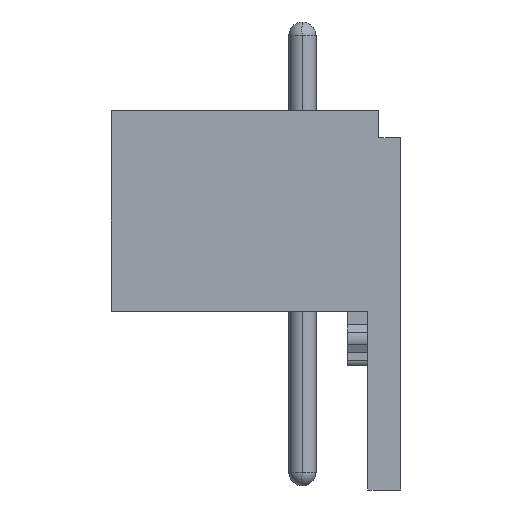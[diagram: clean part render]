
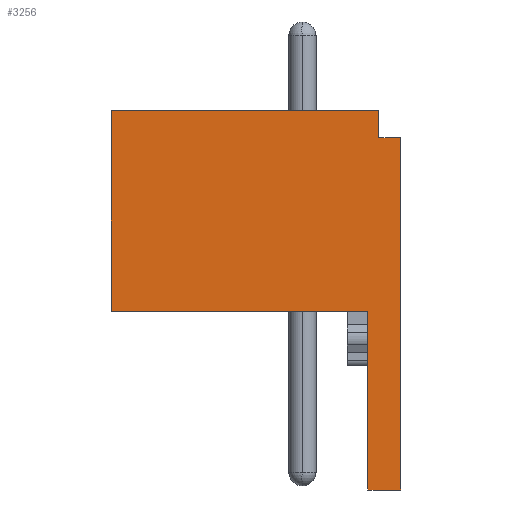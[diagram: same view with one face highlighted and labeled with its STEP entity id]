
A CAD part, front view. The second image highlights one B-rep face of the part: STEP entity #3256.
In plain terms, the highlighted planar face has unit normal (0, -1, 0).
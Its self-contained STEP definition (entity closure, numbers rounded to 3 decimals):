
#1=DIRECTION('',(1.,0.,0.));
#2=VECTOR('',#1,9.8);
#3=CARTESIAN_POINT('',(0.,0.,0.));
#4=LINE('',#3,#2);
#5=DIRECTION('',(0.,0.,-1.));
#6=VECTOR('',#5,1.);
#7=CARTESIAN_POINT('',(9.8,0.,0.));
#8=LINE('',#7,#6);
#9=DIRECTION('',(1.,0.,0.));
#10=VECTOR('',#9,0.8);
#11=CARTESIAN_POINT('',(9.8,0.,-1.));
#12=LINE('',#11,#10);
#13=DIRECTION('',(0.,0.,-1.));
#14=VECTOR('',#13,12.9);
#15=CARTESIAN_POINT('',(10.6,0.,-1.));
#16=LINE('',#15,#14);
#17=DIRECTION('',(-1.,0.,0.));
#18=VECTOR('',#17,1.2);
#19=CARTESIAN_POINT('',(10.6,0.,-13.9));
#20=LINE('',#19,#18);
#21=DIRECTION('',(0.,0.,1.));
#22=VECTOR('',#21,6.55);
#23=CARTESIAN_POINT('',(9.4,0.,-13.9));
#24=LINE('',#23,#22);
#25=DIRECTION('',(-1.,0.,0.));
#26=VECTOR('',#25,9.4);
#27=CARTESIAN_POINT('',(9.4,0.,-7.35));
#28=LINE('',#27,#26);
#29=DIRECTION('',(0.,0.,1.));
#30=VECTOR('',#29,7.35);
#31=CARTESIAN_POINT('',(0.,0.,-7.35));
#32=LINE('',#31,#30);
#2657=CARTESIAN_POINT('',(0.,0.,0.));
#2658=CARTESIAN_POINT('',(9.8,0.,0.));
#2659=VERTEX_POINT('',#2657);
#2660=VERTEX_POINT('',#2658);
#2661=CARTESIAN_POINT('',(9.8,0.,-1.));
#2662=VERTEX_POINT('',#2661);
#2663=CARTESIAN_POINT('',(10.6,0.,-1.));
#2664=VERTEX_POINT('',#2663);
#2665=CARTESIAN_POINT('',(10.6,0.,-13.9));
#2666=VERTEX_POINT('',#2665);
#2667=CARTESIAN_POINT('',(9.4,0.,-13.9));
#2668=VERTEX_POINT('',#2667);
#2669=CARTESIAN_POINT('',(9.4,0.,-7.35));
#2670=VERTEX_POINT('',#2669);
#2671=CARTESIAN_POINT('',(0.,0.,-7.35));
#2672=VERTEX_POINT('',#2671);
#3233=CARTESIAN_POINT('',(0.,0.,0.));
#3234=DIRECTION('',(0.,1.,0.));
#3235=DIRECTION('',(1.,0.,0.));
#3236=AXIS2_PLACEMENT_3D('',#3233,#3234,#3235);
#3237=PLANE('',#3236);
#3239=ORIENTED_EDGE('',*,*,#3238,.T.);
#3241=ORIENTED_EDGE('',*,*,#3240,.T.);
#3243=ORIENTED_EDGE('',*,*,#3242,.T.);
#3245=ORIENTED_EDGE('',*,*,#3244,.T.);
#3247=ORIENTED_EDGE('',*,*,#3246,.T.);
#3249=ORIENTED_EDGE('',*,*,#3248,.T.);
#3251=ORIENTED_EDGE('',*,*,#3250,.T.);
#3253=ORIENTED_EDGE('',*,*,#3252,.T.);
#3254=EDGE_LOOP('',(#3239,#3241,#3243,#3245,#3247,#3249,#3251,#3253));
#3255=FACE_OUTER_BOUND('',#3254,.F.);
#3256=ADVANCED_FACE('',(#3255),#3237,.F.);
#3238=EDGE_CURVE('',#2659,#2660,#4,.T.);
#3240=EDGE_CURVE('',#2660,#2662,#8,.T.);
#3242=EDGE_CURVE('',#2662,#2664,#12,.T.);
#3244=EDGE_CURVE('',#2664,#2666,#16,.T.);
#3246=EDGE_CURVE('',#2666,#2668,#20,.T.);
#3248=EDGE_CURVE('',#2668,#2670,#24,.T.);
#3250=EDGE_CURVE('',#2670,#2672,#28,.T.);
#3252=EDGE_CURVE('',#2672,#2659,#32,.T.);
